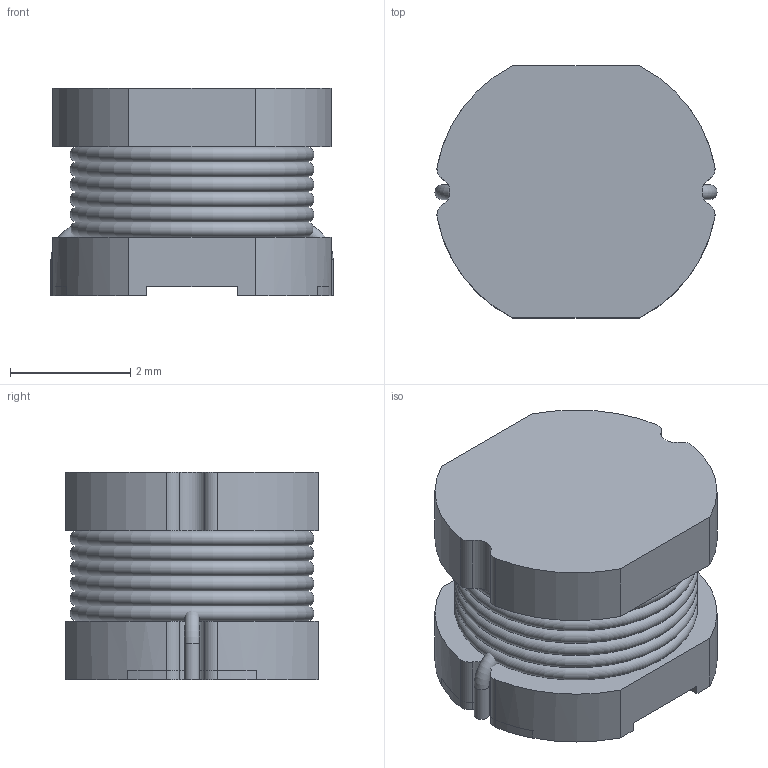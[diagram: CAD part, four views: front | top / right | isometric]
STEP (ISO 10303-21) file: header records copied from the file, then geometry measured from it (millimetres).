
FILE_DESCRIPTION(/* description */ (''),/* implementation_level */ '2;1');
FILE_NAME(/* name */ 'IND_COILCRAFT_SD43.stp',/* time_stamp */ '2016-12-01T10:43:16+01:00',/* author */ ('jchouvet'),/* organization */ (''),/* preprocessor_version */ 'ST-DEVELOPER v16.1',/* originating_system */ 'AutoCAD Mechanical',/* authorisation */ '');
FILE_SCHEMA (('AUTOMOTIVE_DESIGN { 1 0 10303 214 3 1 1 }'));
Length unit declared in the file: millimetre
Products named in the file (1): Product
Bounding box: 4.7 x 4.2 x 3.45 mm (x, y, z)
Volume: 34.7 mm3; surface area: 167.7 mm2
Topology: 12 solids, 12 shells, 74 faces, 178 edges, 116 vertices
Faces by surface type: plane 34, cylinder 32, torus 8
Full cylindrical faces by diameter (mm): 0.25 x2
Entity records: 2219 total; most frequent: DIRECTION 406, CARTESIAN_POINT 365, ORIENTED_EDGE 348, EDGE_CURVE 174, AXIS2_PLACEMENT_3D 157, VERTEX_POINT 116, LINE 92, VECTOR 92
